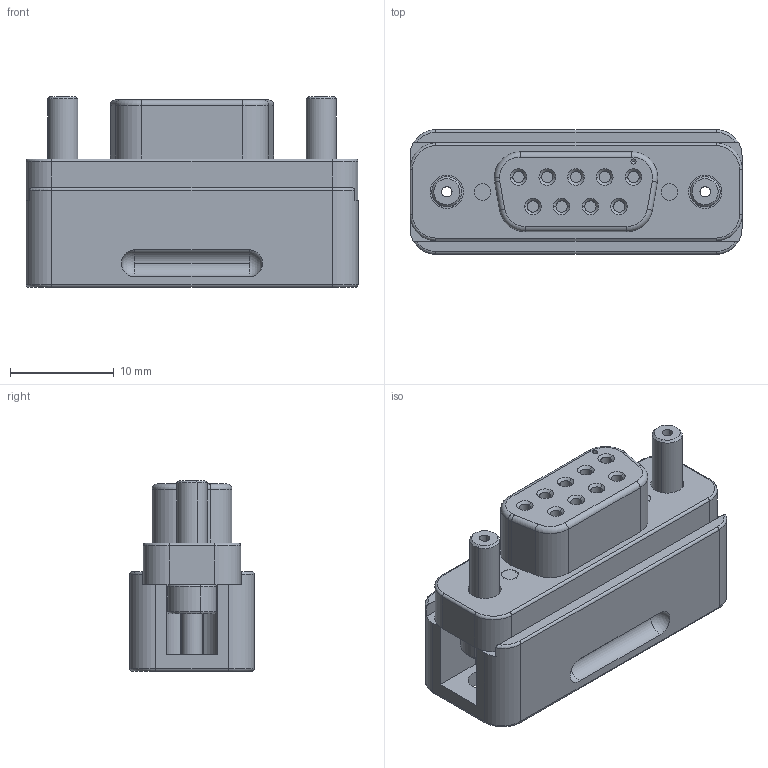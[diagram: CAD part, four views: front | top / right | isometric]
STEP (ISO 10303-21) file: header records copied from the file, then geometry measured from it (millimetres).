
FILE_DESCRIPTION (( 'STEP AP214' ), '1' );
FILE_NAME ('9 Way D-Sub Female.STEP', '2023-08-18T10:46:15', ( '' ), ( '' ), 'SwSTEP 2.0', 'SolidWorks 2023', '' );
FILE_SCHEMA (( 'AUTOMOTIVE_DESIGN' ));
Length unit declared in the file: millimetre
Products named in the file (1): 9 Way D-Sub Female
Bounding box: 32 x 12 x 18.35 mm (x, y, z)
Volume: 4323.4 mm3; surface area: 5429.8 mm2
Topology: 15 solids, 15 shells, 588 faces, 1409 edges, 885 vertices
Faces by surface type: cylinder 255, plane 201, cone 99, torus 29, sphere 4
Entity records: 17705 total; most frequent: CARTESIAN_POINT 3369, DIRECTION 3170, ORIENTED_EDGE 2798, EDGE_CURVE 1399, AXIS2_PLACEMENT_3D 1270, VERTEX_POINT 881, EDGE_LOOP 702, CIRCLE 681
